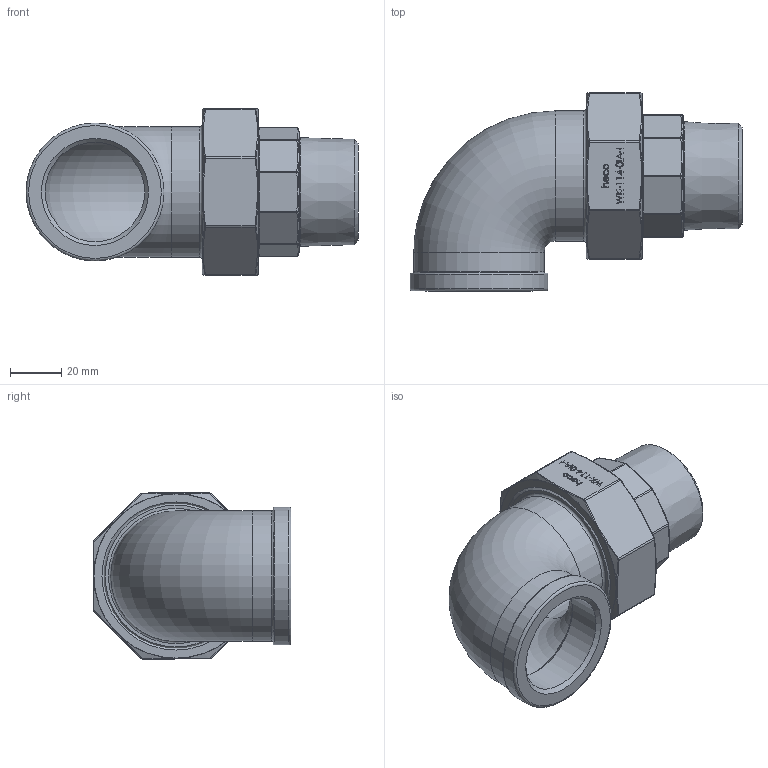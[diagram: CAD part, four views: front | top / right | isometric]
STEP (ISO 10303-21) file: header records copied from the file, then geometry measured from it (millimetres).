
FILE_DESCRIPTION (( 'STEP AP214' ), '1' );
FILE_NAME ('WK-114-0IA-I Winkelverschraubung konisch 2202.STEP', '2022-02-18T11:18:01', ( '' ), ( '' ), 'SwSTEP 2.0', 'SolidWorks 2019', '' );
FILE_SCHEMA (( 'AUTOMOTIVE_DESIGN' ));
Length unit declared in the file: millimetre
Products named in the file (1): WK-114-0IA-I Winkelverschraubung konisch 2202
Bounding box: 130 x 77.5 x 65 mm (x, y, z)
Volume: 116991.9 mm3; surface area: 54884 mm2
Topology: 3 solids, 3 shells, 346 faces, 836 edges, 525 vertices
Faces by surface type: plane 156, bspline 97, cylinder 41, torus 38, cone 14
Full cylindrical faces by diameter (mm): 32 x1, 38 x1, 38.95 x1, 42.5 x1, 44 x1, 51 x2, 51.5 x1, 52 x1, 54 x1, 55.5 x1, 55.84 x1, 58 x1
Entity records: 17436 total; most frequent: CARTESIAN_POINT 6461, ORIENTED_EDGE 1522, DIRECTION 1235, EDGE_CURVE 761, VERTEX_POINT 506, EDGE_LOOP 437, AXIS2_PLACEMENT_3D 428, FACE_OUTER_BOUND 388
